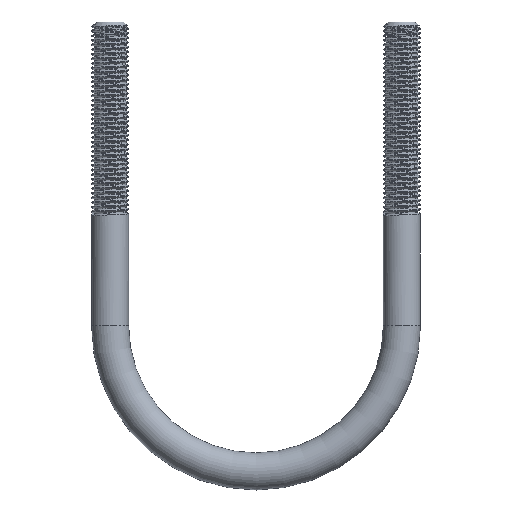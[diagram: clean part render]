
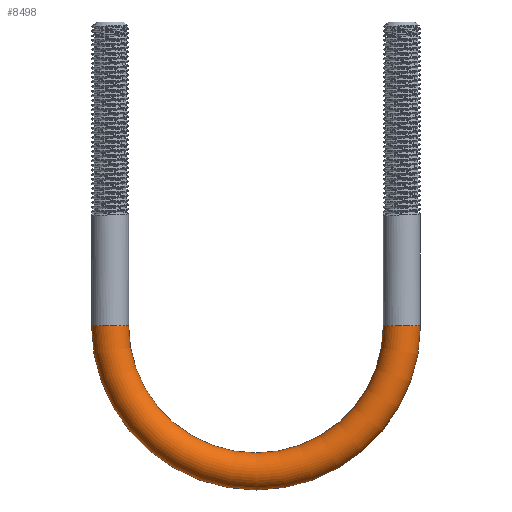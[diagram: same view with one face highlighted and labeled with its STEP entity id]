
A CAD part, front view. The second image highlights one B-rep face of the part: STEP entity #8498.
In plain terms, the highlighted toroidal (fillet/blend) face has major radius 31.5 mm and minor radius 4 mm.
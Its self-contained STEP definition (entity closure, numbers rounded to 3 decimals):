
#539 = VERTEX_POINT ( 'NONE', #8328 ) ;
#746 = ORIENTED_EDGE ( 'NONE', *, *, #12104, .T. ) ;
#1297 = ORIENTED_EDGE ( 'NONE', *, *, #14820, .F. ) ;
#1476 = CARTESIAN_POINT ( 'NONE',  ( 15., 0., -137.142 ) ) ;
#1627 = EDGE_LOOP ( 'NONE', ( #1297, #2945, #2605, #746 ) ) ;
#2134 = CIRCLE ( 'NONE', #11809, 4. ) ;
#2445 = DIRECTION ( 'NONE',  ( 0., 0., 1. ) ) ;
#2579 = CARTESIAN_POINT ( 'NONE',  ( 15., 0., -137.142 ) ) ;
#2605 = ORIENTED_EDGE ( 'NONE', *, *, #3563, .T. ) ;
#2945 = ORIENTED_EDGE ( 'NONE', *, *, #7024, .F. ) ;
#3007 = CIRCLE ( 'NONE', #6625, 27.5 ) ;
#3272 = DIRECTION ( 'NONE',  ( -1., 0., 0. ) ) ;
#3466 = CARTESIAN_POINT ( 'NONE',  ( -16.5, 0., -137.142 ) ) ;
#3563 = EDGE_CURVE ( 'NONE', #18012, #13116, #3007, .T. ) ;
#3672 = DIRECTION ( 'NONE',  ( 1., 0., 0. ) ) ;
#5159 = AXIS2_PLACEMENT_3D ( 'NONE', #2579, #8343, #12876 ) ;
#5523 = DIRECTION ( 'NONE',  ( 0., 0., 1. ) ) ;
#6282 = CARTESIAN_POINT ( 'NONE',  ( -12.5, 0., -137.142 ) ) ;
#6625 = AXIS2_PLACEMENT_3D ( 'NONE', #1476, #17456, #7230 ) ;
#7024 = EDGE_CURVE ( 'NONE', #18012, #9083, #2134, .T. ) ;
#7230 = DIRECTION ( 'NONE',  ( 0., 0., 1. ) ) ;
#8328 = CARTESIAN_POINT ( 'NONE',  ( -20.5, 0., -137.142 ) ) ;
#8339 = CIRCLE ( 'NONE', #9862, 35.5 ) ;
#8343 = DIRECTION ( 'NONE',  ( 0., 1., 0. ) ) ;
#8498 = ADVANCED_FACE ( 'NONE', ( #14209 ), #13314, .T. ) ;
#8633 = CIRCLE ( 'NONE', #9554, 4. ) ;
#9083 = VERTEX_POINT ( 'NONE', #11644 ) ;
#9539 = CARTESIAN_POINT ( 'NONE',  ( 46.5, 0., -137.142 ) ) ;
#9554 = AXIS2_PLACEMENT_3D ( 'NONE', #3466, #10770, #3272 ) ;
#9862 = AXIS2_PLACEMENT_3D ( 'NONE', #11654, #12544, #5523 ) ;
#10770 = DIRECTION ( 'NONE',  ( 0., 0., -1. ) ) ;
#11644 = CARTESIAN_POINT ( 'NONE',  ( 50.5, 0., -137.142 ) ) ;
#11654 = CARTESIAN_POINT ( 'NONE',  ( 15., 0., -137.142 ) ) ;
#11809 = AXIS2_PLACEMENT_3D ( 'NONE', #9539, #2445, #3672 ) ;
#12104 = EDGE_CURVE ( 'NONE', #13116, #539, #8633, .T. ) ;
#12544 = DIRECTION ( 'NONE',  ( 0., 1., 0. ) ) ;
#12849 = CARTESIAN_POINT ( 'NONE',  ( 42.5, 0., -137.142 ) ) ;
#12876 = DIRECTION ( 'NONE',  ( 0., 0., 1. ) ) ;
#13116 = VERTEX_POINT ( 'NONE', #6282 ) ;
#13314 = TOROIDAL_SURFACE ( 'NONE', #5159, 31.5, 4. ) ;
#14209 = FACE_OUTER_BOUND ( 'NONE', #1627, .T. ) ;
#14820 = EDGE_CURVE ( 'NONE', #9083, #539, #8339, .T. ) ;
#17456 = DIRECTION ( 'NONE',  ( 0., 1., 0. ) ) ;
#18012 = VERTEX_POINT ( 'NONE', #12849 ) ;
